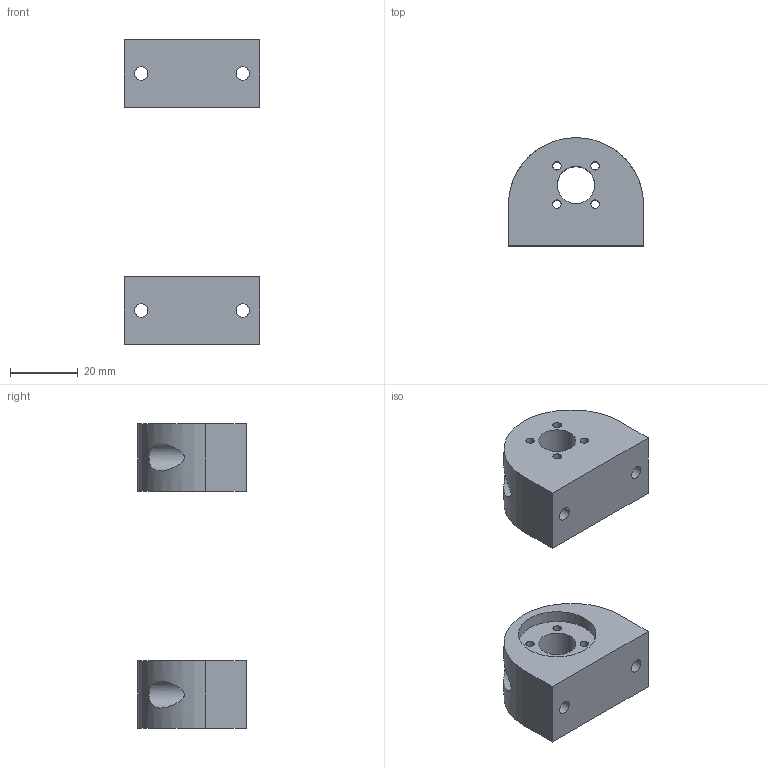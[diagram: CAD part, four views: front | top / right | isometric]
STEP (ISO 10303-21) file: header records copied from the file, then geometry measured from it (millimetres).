
FILE_DESCRIPTION(/* description */ (''),/* implementation_level */ '2;1');
FILE_NAME(/* name */ 'supports tige filetée.step',/* time_stamp */ '2020-06-15T17:47:12+02:00',/* author */ (''),/* organization */ (''),/* preprocessor_version */ 'ST-DEVELOPER v18.1',/* originating_system */ 'Autodesk Translation Framework v9.3.0.1241',/* authorisation */ '');
FILE_SCHEMA (('AUTOMOTIVE_DESIGN { 1 0 10303 214 3 1 1 }'));
Length unit declared in the file: millimetre
Products named in the file (1): support tige filetée
Bounding box: 40 x 32 x 90 mm (x, y, z)
Volume: 35206 mm3; surface area: 13103.1 mm2
Topology: 2 solids, 2 shells, 38 faces, 86 edges, 58 vertices
Faces by surface type: cylinder 22, plane 16
Full cylindrical faces by diameter (mm): 2.5 x8, 4 x4, 8 x4, 11 x2, 23 x2
Entity records: 1312 total; most frequent: CARTESIAN_POINT 333, DIRECTION 198, ORIENTED_EDGE 172, EDGE_CURVE 86, AXIS2_PLACEMENT_3D 79, EDGE_LOOP 72, VERTEX_POINT 58, LINE 40
